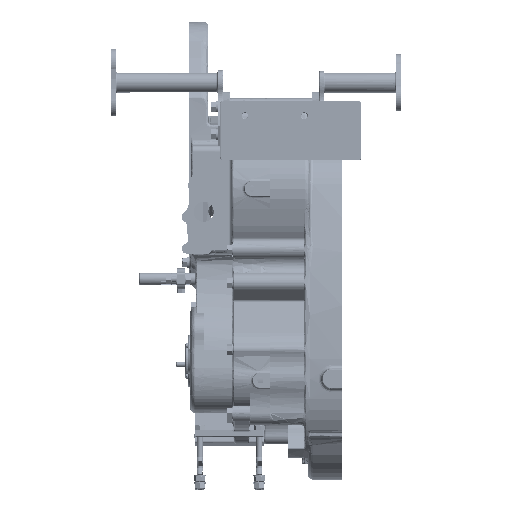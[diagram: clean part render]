
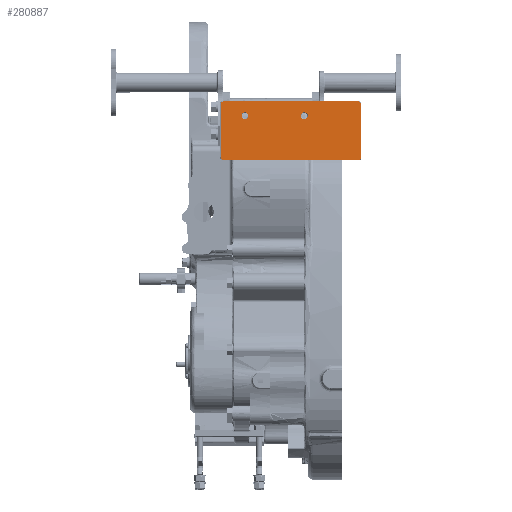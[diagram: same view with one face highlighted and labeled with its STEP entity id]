
A CAD part, front view. The second image highlights one B-rep face of the part: STEP entity #280887.
In plain terms, the highlighted free-form (B-spline) face has degree [1, 1] with [2, 2] control points.
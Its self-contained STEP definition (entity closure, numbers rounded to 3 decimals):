
#279706 = VERTEX_POINT('',#279707);
#279707 = CARTESIAN_POINT('',(-180.262,-136.889,
    341.194));
#279712 = EDGE_CURVE('',#279706,#279713,#279715,.T.);
#279713 = VERTEX_POINT('',#279714);
#279714 = CARTESIAN_POINT('',(-180.262,-136.831,
    328.497));
#279715 = ( BOUNDED_CURVE() B_SPLINE_CURVE(2,(#279716,#279717,#279718,
#279719,#279720),.UNSPECIFIED.,.F.,.F.) B_SPLINE_CURVE_WITH_KNOTS((3,2,3
),(0.,1.571,3.142),.PIECEWISE_BEZIER_KNOTS.) CURVE() 
GEOMETRIC_REPRESENTATION_ITEM() RATIONAL_B_SPLINE_CURVE((1.,
0.707,1.,0.707,1.)) REPRESENTATION_ITEM('') );
#279716 = CARTESIAN_POINT('',(-180.262,-136.889,
    341.194));
#279717 = CARTESIAN_POINT('',(-173.913,-136.889,
    341.194));
#279718 = CARTESIAN_POINT('',(-173.913,-136.86,
    334.846));
#279719 = CARTESIAN_POINT('',(-173.913,-136.831,
    328.497));
#279720 = CARTESIAN_POINT('',(-180.262,-136.831,
    328.497));
#279754 = VERTEX_POINT('',#279755);
#279755 = CARTESIAN_POINT('',(-69.453,-136.889,
    341.194));
#279760 = EDGE_CURVE('',#279754,#279761,#279763,.T.);
#279761 = VERTEX_POINT('',#279762);
#279762 = CARTESIAN_POINT('',(-69.453,-136.831,
    328.497));
#279763 = ( BOUNDED_CURVE() B_SPLINE_CURVE(2,(#279764,#279765,#279766,
#279767,#279768),.UNSPECIFIED.,.F.,.F.) B_SPLINE_CURVE_WITH_KNOTS((3,2,3
),(0.,1.571,3.142),.PIECEWISE_BEZIER_KNOTS.) CURVE() 
GEOMETRIC_REPRESENTATION_ITEM() RATIONAL_B_SPLINE_CURVE((1.,
0.707,1.,0.707,1.)) REPRESENTATION_ITEM('') );
#279764 = CARTESIAN_POINT('',(-69.453,-136.889,
    341.194));
#279765 = CARTESIAN_POINT('',(-63.105,-136.889,
    341.194));
#279766 = CARTESIAN_POINT('',(-63.105,-136.86,
    334.846));
#279767 = CARTESIAN_POINT('',(-63.105,-136.831,
    328.497));
#279768 = CARTESIAN_POINT('',(-69.453,-136.831,
    328.497));
#280887 = ADVANCED_FACE('',(#280888,#280899,#280910),#280972,.T.);
#280888 = FACE_BOUND('',#280889,.T.);
#280889 = EDGE_LOOP('',(#280890,#280891));
#280890 = ORIENTED_EDGE('',*,*,#279760,.T.);
#280891 = ORIENTED_EDGE('',*,*,#280892,.T.);
#280892 = EDGE_CURVE('',#279761,#279754,#280893,.T.);
#280893 = ( BOUNDED_CURVE() B_SPLINE_CURVE(2,(#280894,#280895,#280896,
#280897,#280898),.UNSPECIFIED.,.F.,.F.) B_SPLINE_CURVE_WITH_KNOTS((3,2,3
    ),(3.142,4.712,6.283),
.PIECEWISE_BEZIER_KNOTS.) CURVE() GEOMETRIC_REPRESENTATION_ITEM() 
RATIONAL_B_SPLINE_CURVE((1.,0.707,1.,0.707,1.)) 
REPRESENTATION_ITEM('') );
#280894 = CARTESIAN_POINT('',(-69.453,-136.831,
    328.497));
#280895 = CARTESIAN_POINT('',(-75.802,-136.831,
    328.497));
#280896 = CARTESIAN_POINT('',(-75.802,-136.86,
    334.846));
#280897 = CARTESIAN_POINT('',(-75.802,-136.889,
    341.194));
#280898 = CARTESIAN_POINT('',(-69.453,-136.889,
    341.194));
#280899 = FACE_BOUND('',#280900,.T.);
#280900 = EDGE_LOOP('',(#280901,#280902));
#280901 = ORIENTED_EDGE('',*,*,#279712,.T.);
#280902 = ORIENTED_EDGE('',*,*,#280903,.T.);
#280903 = EDGE_CURVE('',#279713,#279706,#280904,.T.);
#280904 = ( BOUNDED_CURVE() B_SPLINE_CURVE(2,(#280905,#280906,#280907,
#280908,#280909),.UNSPECIFIED.,.F.,.F.) B_SPLINE_CURVE_WITH_KNOTS((3,2,3
    ),(3.142,4.712,6.283),
.PIECEWISE_BEZIER_KNOTS.) CURVE() GEOMETRIC_REPRESENTATION_ITEM() 
RATIONAL_B_SPLINE_CURVE((1.,0.707,1.,0.707,1.)) 
REPRESENTATION_ITEM('') );
#280905 = CARTESIAN_POINT('',(-180.262,-136.831,
    328.497));
#280906 = CARTESIAN_POINT('',(-186.61,-136.831,
    328.497));
#280907 = CARTESIAN_POINT('',(-186.61,-136.86,
    334.846));
#280908 = CARTESIAN_POINT('',(-186.61,-136.889,
    341.194));
#280909 = CARTESIAN_POINT('',(-180.262,-136.889,
    341.194));
#280910 = FACE_BOUND('',#280911,.T.);
#280911 = EDGE_LOOP('',(#280912,#280921,#280929,#280936,#280944,#280951,
    #280959,#280966));
#280912 = ORIENTED_EDGE('',*,*,#280913,.T.);
#280913 = EDGE_CURVE('',#280914,#280916,#280918,.T.);
#280914 = VERTEX_POINT('',#280915);
#280915 = CARTESIAN_POINT('',(-225.278,-136.965,
    357.931));
#280916 = VERTEX_POINT('',#280917);
#280917 = CARTESIAN_POINT('',(-225.278,-136.501,
    256.357));
#280918 = B_SPLINE_CURVE_WITH_KNOTS('',1,(#280919,#280920),
  .UNSPECIFIED.,.F.,.F.,(2,2),(-73.025,-3.175),
  .PIECEWISE_BEZIER_KNOTS.);
#280919 = CARTESIAN_POINT('',(-225.278,-136.965,
    357.931));
#280920 = CARTESIAN_POINT('',(-225.278,-136.501,
    256.357));
#280921 = ORIENTED_EDGE('',*,*,#280922,.T.);
#280922 = EDGE_CURVE('',#280916,#280923,#280925,.T.);
#280923 = VERTEX_POINT('',#280924);
#280924 = CARTESIAN_POINT('',(-221.815,-136.486,
    252.895));
#280925 = ( BOUNDED_CURVE() B_SPLINE_CURVE(2,(#280926,#280927,#280928),
.UNSPECIFIED.,.F.,.F.) B_SPLINE_CURVE_WITH_KNOTS((3,3),(1.571,
3.142),.PIECEWISE_BEZIER_KNOTS.) CURVE() 
GEOMETRIC_REPRESENTATION_ITEM() RATIONAL_B_SPLINE_CURVE((1.,
0.707,1.)) REPRESENTATION_ITEM('') );
#280926 = CARTESIAN_POINT('',(-225.278,-136.501,
    256.357));
#280927 = CARTESIAN_POINT('',(-225.278,-136.486,
    252.895));
#280928 = CARTESIAN_POINT('',(-221.815,-136.486,
    252.895));
#280929 = ORIENTED_EDGE('',*,*,#280930,.T.);
#280930 = EDGE_CURVE('',#280923,#280931,#280933,.T.);
#280931 = VERTEX_POINT('',#280932);
#280932 = CARTESIAN_POINT('',(32.121,-136.486,
    252.895));
#280933 = B_SPLINE_CURVE_WITH_KNOTS('',1,(#280934,#280935),
  .UNSPECIFIED.,.F.,.F.,(2,2),(-177.8,-3.175),.PIECEWISE_BEZIER_KNOTS.);
#280934 = CARTESIAN_POINT('',(-221.815,-136.486,
    252.895));
#280935 = CARTESIAN_POINT('',(32.121,-136.486,
    252.895));
#280936 = ORIENTED_EDGE('',*,*,#280937,.T.);
#280937 = EDGE_CURVE('',#280931,#280938,#280940,.T.);
#280938 = VERTEX_POINT('',#280939);
#280939 = CARTESIAN_POINT('',(35.584,-136.501,
    256.357));
#280940 = ( BOUNDED_CURVE() B_SPLINE_CURVE(2,(#280941,#280942,#280943),
.UNSPECIFIED.,.F.,.F.) B_SPLINE_CURVE_WITH_KNOTS((3,3),(3.142,
4.712),.PIECEWISE_BEZIER_KNOTS.) CURVE() 
GEOMETRIC_REPRESENTATION_ITEM() RATIONAL_B_SPLINE_CURVE((1.,
0.707,1.)) REPRESENTATION_ITEM('') );
#280941 = CARTESIAN_POINT('',(32.121,-136.486,
    252.895));
#280942 = CARTESIAN_POINT('',(35.584,-136.486,
    252.895));
#280943 = CARTESIAN_POINT('',(35.584,-136.501,
    256.357));
#280944 = ORIENTED_EDGE('',*,*,#280945,.T.);
#280945 = EDGE_CURVE('',#280938,#280946,#280948,.T.);
#280946 = VERTEX_POINT('',#280947);
#280947 = CARTESIAN_POINT('',(35.584,-136.965,
    357.931));
#280948 = B_SPLINE_CURVE_WITH_KNOTS('',1,(#280949,#280950),
  .UNSPECIFIED.,.F.,.F.,(2,2),(-69.85,0.),
  .PIECEWISE_BEZIER_KNOTS.);
#280949 = CARTESIAN_POINT('',(35.584,-136.501,
    256.357));
#280950 = CARTESIAN_POINT('',(35.584,-136.965,
    357.931));
#280951 = ORIENTED_EDGE('',*,*,#280952,.T.);
#280952 = EDGE_CURVE('',#280946,#280953,#280955,.T.);
#280953 = VERTEX_POINT('',#280954);
#280954 = CARTESIAN_POINT('',(32.121,-136.981,
    361.393));
#280955 = ( BOUNDED_CURVE() B_SPLINE_CURVE(2,(#280956,#280957,#280958),
.UNSPECIFIED.,.F.,.F.) B_SPLINE_CURVE_WITH_KNOTS((3,3),(4.712,
6.283),.PIECEWISE_BEZIER_KNOTS.) CURVE() 
GEOMETRIC_REPRESENTATION_ITEM() RATIONAL_B_SPLINE_CURVE((1.,
0.707,1.)) REPRESENTATION_ITEM('') );
#280956 = CARTESIAN_POINT('',(35.584,-136.965,
    357.931));
#280957 = CARTESIAN_POINT('',(35.584,-136.981,
    361.393));
#280958 = CARTESIAN_POINT('',(32.121,-136.981,
    361.393));
#280959 = ORIENTED_EDGE('',*,*,#280960,.T.);
#280960 = EDGE_CURVE('',#280953,#280961,#280963,.T.);
#280961 = VERTEX_POINT('',#280962);
#280962 = CARTESIAN_POINT('',(-221.815,-136.981,
    361.393));
#280963 = B_SPLINE_CURVE_WITH_KNOTS('',1,(#280964,#280965),
  .UNSPECIFIED.,.F.,.F.,(2,2),(3.175,177.8),.PIECEWISE_BEZIER_KNOTS.);
#280964 = CARTESIAN_POINT('',(32.121,-136.981,
    361.393));
#280965 = CARTESIAN_POINT('',(-221.815,-136.981,
    361.393));
#280966 = ORIENTED_EDGE('',*,*,#280967,.T.);
#280967 = EDGE_CURVE('',#280961,#280914,#280968,.T.);
#280968 = ( BOUNDED_CURVE() B_SPLINE_CURVE(2,(#280969,#280970,#280971),
.UNSPECIFIED.,.F.,.F.) B_SPLINE_CURVE_WITH_KNOTS((3,3),(0.,
1.571),.PIECEWISE_BEZIER_KNOTS.) CURVE() 
GEOMETRIC_REPRESENTATION_ITEM() RATIONAL_B_SPLINE_CURVE((1.,
0.707,1.)) REPRESENTATION_ITEM('') );
#280969 = CARTESIAN_POINT('',(-221.815,-136.981,
    361.393));
#280970 = CARTESIAN_POINT('',(-225.278,-136.981,
    361.393));
#280971 = CARTESIAN_POINT('',(-225.278,-136.965,
    357.931));
#280972 = B_SPLINE_SURFACE_WITH_KNOTS('',1,1,(
    (#280973,#280974)
    ,(#280975,#280976
    )),.UNSPECIFIED.,.F.,.F.,.F.,(2,2),(2,2),(0.794,75.406),(0.794
    ,180.181),.PIECEWISE_BEZIER_KNOTS.);
#280973 = CARTESIAN_POINT('',(35.584,-136.486,
    252.895));
#280974 = CARTESIAN_POINT('',(-225.278,-136.486,
    252.895));
#280975 = CARTESIAN_POINT('',(35.584,-136.981,
    361.393));
#280976 = CARTESIAN_POINT('',(-225.278,-136.981,
    361.393));
